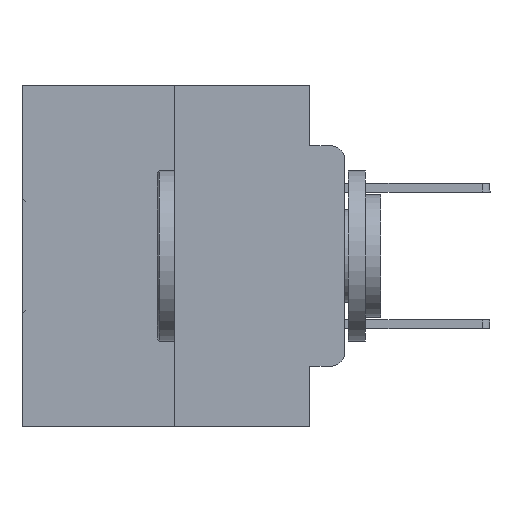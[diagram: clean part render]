
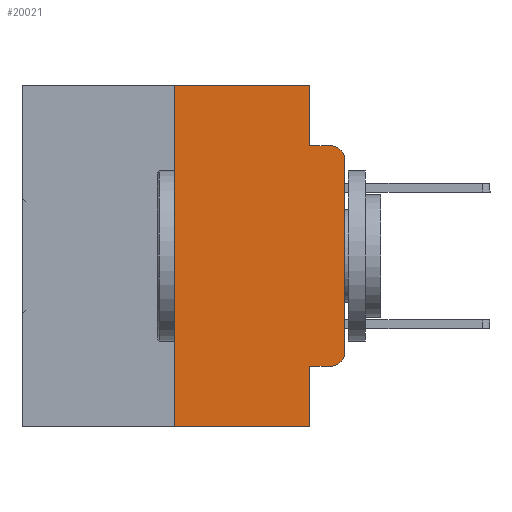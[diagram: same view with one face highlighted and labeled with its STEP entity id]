
A CAD part, left-side view. The second image highlights one B-rep face of the part: STEP entity #20021.
In plain terms, the highlighted planar face has unit normal (-1, 0, 0).
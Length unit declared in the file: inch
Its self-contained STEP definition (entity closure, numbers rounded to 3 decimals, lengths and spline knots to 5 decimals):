
#26 = VERTEX_POINT ( 'NONE', #12801 ) ;
#1047 = ORIENTED_EDGE ( 'NONE', *, *, #12946, .F. ) ;
#1485 = AXIS2_PLACEMENT_3D ( 'NONE', #19839, #4795, #22329 ) ;
#1531 = LINE ( 'NONE', #17465, #26745 ) ;
#2725 = ORIENTED_EDGE ( 'NONE', *, *, #4243, .T. ) ;
#3434 = CARTESIAN_POINT ( 'NONE',  ( 0., 0.02, -0.4115 ) ) ;
#3860 = VECTOR ( 'NONE', #12860, 39.37008 ) ;
#3938 = CARTESIAN_POINT ( 'NONE',  ( 0., 0.051, 0. ) ) ;
#4243 = EDGE_CURVE ( 'NONE', #27455, #21485, #12322, .T. ) ;
#4402 = ORIENTED_EDGE ( 'NONE', *, *, #9564, .F. ) ;
#4444 = EDGE_CURVE ( 'NONE', #22766, #8215, #20111, .T. ) ;
#4518 = CARTESIAN_POINT ( 'NONE',  ( 0., 0.051, -0.0885 ) ) ;
#4571 = DIRECTION ( 'NONE',  ( 0., 0., -1. ) ) ;
#4795 = DIRECTION ( 'NONE',  ( -1., 0., 0. ) ) ;
#6029 = ORIENTED_EDGE ( 'NONE', *, *, #4444, .T. ) ;
#6937 = LINE ( 'NONE', #31765, #19500 ) ;
#7001 = VECTOR ( 'NONE', #16181, 39.37008 ) ;
#7468 = DIRECTION ( 'NONE',  ( 0., -1., 0. ) ) ;
#7863 = EDGE_CURVE ( 'NONE', #10496, #22766, #11440, .T. ) ;
#8215 = VERTEX_POINT ( 'NONE', #11745 ) ;
#8278 = CARTESIAN_POINT ( 'NONE',  ( 0., 0.473, -0.5 ) ) ;
#8537 = LINE ( 'NONE', #27069, #26830 ) ;
#8857 = VERTEX_POINT ( 'NONE', #19556 ) ;
#8922 = EDGE_LOOP ( 'NONE', ( #24772, #25548, #32064, #13120, #13930, #1047, #2725, #4402, #11186, #6029 ) ) ;
#9043 = LINE ( 'NONE', #13735, #21562 ) ;
#9564 = EDGE_CURVE ( 'NONE', #10496, #21485, #8537, .T. ) ;
#10337 = CARTESIAN_POINT ( 'NONE',  ( 0., 0.051, -0.4115 ) ) ;
#10496 = VERTEX_POINT ( 'NONE', #16051 ) ;
#10638 = CARTESIAN_POINT ( 'NONE',  ( 0., 0.02, -0.0885 ) ) ;
#10849 = DIRECTION ( 'NONE',  ( 0., -1., 0. ) ) ;
#11180 = PLANE ( 'NONE',  #22384 ) ;
#11186 = ORIENTED_EDGE ( 'NONE', *, *, #7863, .T. ) ;
#11440 = LINE ( 'NONE', #10337, #3860 ) ;
#11745 = CARTESIAN_POINT ( 'NONE',  ( 0., 0., -0.3915 ) ) ;
#11841 = CARTESIAN_POINT ( 'NONE',  ( 0., 0.051, -0.5 ) ) ;
#11980 = DIRECTION ( 'NONE',  ( 0., 0., -1. ) ) ;
#12172 = DIRECTION ( 'NONE',  ( 0., -1., 0. ) ) ;
#12322 = LINE ( 'NONE', #8278, #24756 ) ;
#12801 = CARTESIAN_POINT ( 'NONE',  ( 0., 0., -0.1085 ) ) ;
#12860 = DIRECTION ( 'NONE',  ( 0., -1., 0. ) ) ;
#12946 = EDGE_CURVE ( 'NONE', #27455, #8857, #9043, .T. ) ;
#13120 = ORIENTED_EDGE ( 'NONE', *, *, #14640, .F. ) ;
#13587 = CARTESIAN_POINT ( 'NONE',  ( 0., 0.473, 0. ) ) ;
#13679 = CARTESIAN_POINT ( 'NONE',  ( 0., 0., 0. ) ) ;
#13711 = DIRECTION ( 'NONE',  ( 0., 0., -1. ) ) ;
#13735 = CARTESIAN_POINT ( 'NONE',  ( 0., 0.25, 0. ) ) ;
#13741 = CARTESIAN_POINT ( 'NONE',  ( 0., 0.02, -0.1085 ) ) ;
#13930 = ORIENTED_EDGE ( 'NONE', *, *, #15924, .F. ) ;
#14640 = EDGE_CURVE ( 'NONE', #15163, #29904, #6937, .T. ) ;
#15163 = VERTEX_POINT ( 'NONE', #3938 ) ;
#15924 = EDGE_CURVE ( 'NONE', #8857, #15163, #1531, .T. ) ;
#16051 = CARTESIAN_POINT ( 'NONE',  ( 0., 0.051, -0.4115 ) ) ;
#16181 = DIRECTION ( 'NONE',  ( 0., 0., 1. ) ) ;
#16238 = DIRECTION ( 'NONE',  ( 0., 0., 1. ) ) ;
#16244 = DIRECTION ( 'NONE',  ( 0., 0., -1. ) ) ;
#16570 = LINE ( 'NONE', #4518, #23165 ) ;
#16765 = VERTEX_POINT ( 'NONE', #10638 ) ;
#17465 = CARTESIAN_POINT ( 'NONE',  ( 0., 0.473, 0. ) ) ;
#19500 = VECTOR ( 'NONE', #11980, 39.37008 ) ;
#19556 = CARTESIAN_POINT ( 'NONE',  ( 0., 0.25, 0. ) ) ;
#19627 = EDGE_CURVE ( 'NONE', #29904, #16765, #16570, .T. ) ;
#19839 = CARTESIAN_POINT ( 'NONE',  ( 0., 0.02, -0.3915 ) ) ;
#20021 = ADVANCED_FACE ( 'NONE', ( #23913 ), #11180, .F. ) ;
#20111 = CIRCLE ( 'NONE', #1485, 0.02 ) ;
#21307 = EDGE_CURVE ( 'NONE', #26, #16765, #24245, .T. ) ;
#21485 = VERTEX_POINT ( 'NONE', #11841 ) ;
#21562 = VECTOR ( 'NONE', #16238, 39.37008 ) ;
#22329 = DIRECTION ( 'NONE',  ( 0., 0., -1. ) ) ;
#22384 = AXIS2_PLACEMENT_3D ( 'NONE', #13587, #28509, #13711 ) ;
#22766 = VERTEX_POINT ( 'NONE', #3434 ) ;
#23165 = VECTOR ( 'NONE', #12172, 39.37008 ) ;
#23913 = FACE_OUTER_BOUND ( 'NONE', #8922, .T. ) ;
#24245 = CIRCLE ( 'NONE', #26535, 0.02 ) ;
#24600 = EDGE_CURVE ( 'NONE', #8215, #26, #26888, .T. ) ;
#24756 = VECTOR ( 'NONE', #10849, 39.37008 ) ;
#24772 = ORIENTED_EDGE ( 'NONE', *, *, #24600, .T. ) ;
#25383 = CARTESIAN_POINT ( 'NONE',  ( 0., 0.25, -0.5 ) ) ;
#25548 = ORIENTED_EDGE ( 'NONE', *, *, #21307, .T. ) ;
#26535 = AXIS2_PLACEMENT_3D ( 'NONE', #13741, #31019, #16244 ) ;
#26745 = VECTOR ( 'NONE', #7468, 39.37008 ) ;
#26830 = VECTOR ( 'NONE', #4571, 39.37008 ) ;
#26888 = LINE ( 'NONE', #13679, #7001 ) ;
#27069 = CARTESIAN_POINT ( 'NONE',  ( 0., 0.051, 0. ) ) ;
#27455 = VERTEX_POINT ( 'NONE', #25383 ) ;
#28509 = DIRECTION ( 'NONE',  ( 1., 0., 0. ) ) ;
#29904 = VERTEX_POINT ( 'NONE', #30434 ) ;
#30434 = CARTESIAN_POINT ( 'NONE',  ( 0., 0.051, -0.0885 ) ) ;
#31019 = DIRECTION ( 'NONE',  ( -1., 0., 0. ) ) ;
#31765 = CARTESIAN_POINT ( 'NONE',  ( 0., 0.051, 0. ) ) ;
#32064 = ORIENTED_EDGE ( 'NONE', *, *, #19627, .F. ) ;
